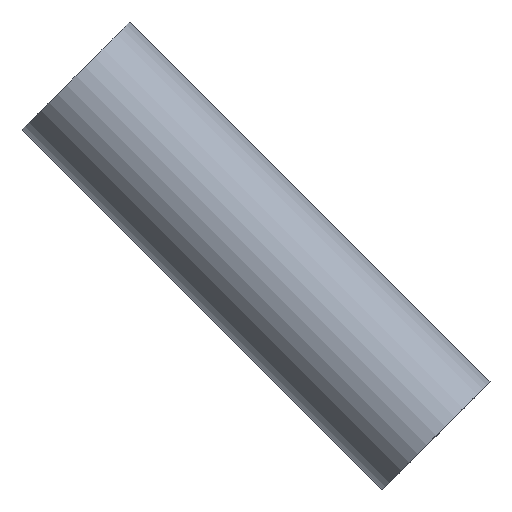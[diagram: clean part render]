
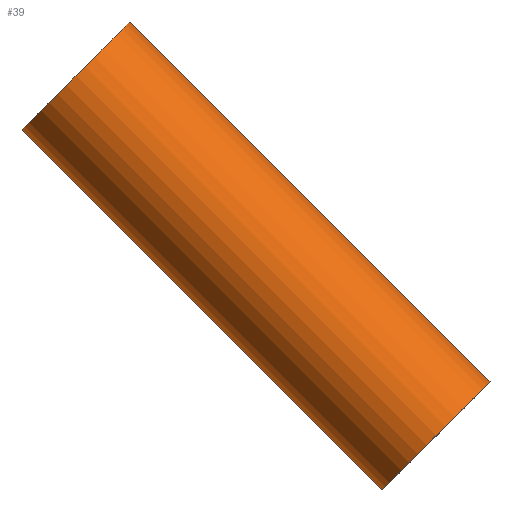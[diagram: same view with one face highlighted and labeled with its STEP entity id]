
A CAD part, top view. The second image highlights one B-rep face of the part: STEP entity #39.
In plain terms, the highlighted cylindrical face has radius 3 mm (diameter 6 mm), a full revolution.
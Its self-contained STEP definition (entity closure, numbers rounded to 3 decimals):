
#17=FACE_OUTER_BOUND('',#20,.T.);
#20=EDGE_LOOP('',(#32,#33,#34,#35));
#23=LINE('',#79,#24);
#24=VECTOR('',#67,3.);
#25=CIRCLE('',#57,3.);
#26=CIRCLE('',#58,3.);
#27=VERTEX_POINT('',#76);
#28=VERTEX_POINT('',#78);
#29=EDGE_CURVE('',#27,#27,#25,.T.);
#30=EDGE_CURVE('',#27,#28,#23,.T.);
#31=EDGE_CURVE('',#28,#28,#26,.T.);
#32=ORIENTED_EDGE('',*,*,#29,.F.);
#33=ORIENTED_EDGE('',*,*,#30,.T.);
#34=ORIENTED_EDGE('',*,*,#31,.F.);
#35=ORIENTED_EDGE('',*,*,#30,.F.);
#38=CYLINDRICAL_SURFACE('',#56,3.);
#39=ADVANCED_FACE('',(#17),#38,.T.);
#56=AXIS2_PLACEMENT_3D('',#75,#63,#64);
#57=AXIS2_PLACEMENT_3D('',#77,#65,#66);
#58=AXIS2_PLACEMENT_3D('',#80,#68,#69);
#63=DIRECTION('center_axis',(0.707,-0.707,0.));
#64=DIRECTION('ref_axis',(0.707,0.707,0.));
#65=DIRECTION('center_axis',(0.707,-0.707,0.));
#66=DIRECTION('ref_axis',(0.707,0.707,0.));
#67=DIRECTION('',(-0.707,0.707,0.));
#68=DIRECTION('center_axis',(-0.707,0.707,0.));
#69=DIRECTION('ref_axis',(0.707,0.707,0.));
#75=CARTESIAN_POINT('Origin',(567.782,-436.806,0.329));
#76=CARTESIAN_POINT('',(574.499,-447.766,0.329));
#77=CARTESIAN_POINT('Origin',(576.621,-445.645,0.329));
#78=CARTESIAN_POINT('',(560.357,-433.624,0.329));
#79=CARTESIAN_POINT('',(565.661,-438.927,0.329));
#80=CARTESIAN_POINT('Origin',(562.479,-431.503,0.329));
